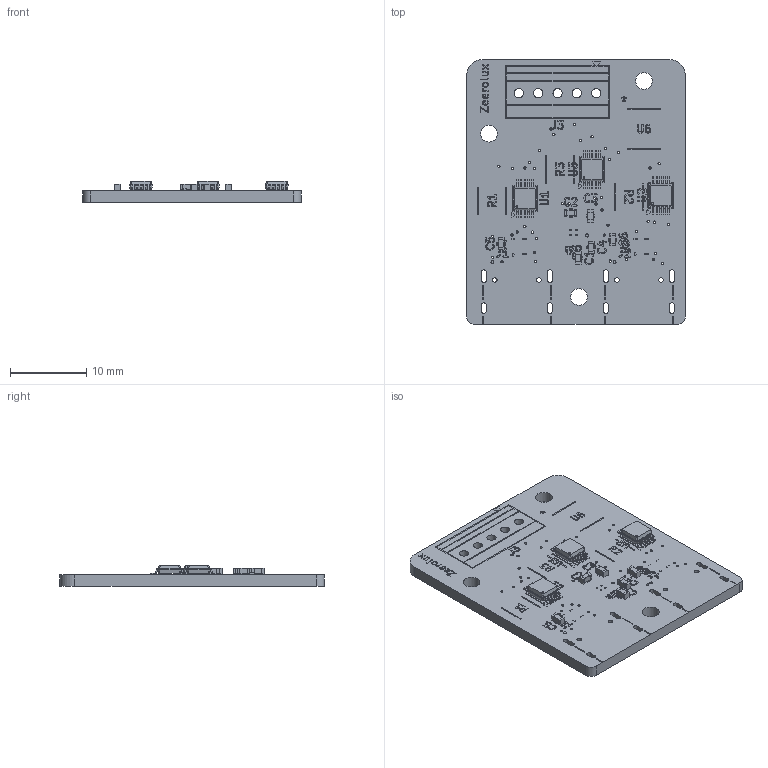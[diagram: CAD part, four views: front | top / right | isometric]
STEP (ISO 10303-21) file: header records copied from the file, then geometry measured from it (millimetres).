
FILE_DESCRIPTION(('KiCad electronic assembly'),'2;1');
FILE_NAME('core-power.step','2026-02-24T21:32:17',('Pcbnew'),('Kicad'), 'Open CASCADE STEP processor 7.9','KiCad to STEP converter','Unknown' );
FILE_SCHEMA(('AUTOMOTIVE_DESIGN { 1 0 10303 214 1 1 1 1 }'));
Length unit declared in the file: millimetre
Products named in the file (7): core-power 1; C_0603_1608Metric; VSSOP-10_3x3mm_P0.5mm; R_0201_0603Metric; core-power_silkscreen; core-power_PCB
Assembly tree (13 placements, depth 2):
  core-power 1
    C_0603_1608Metric  x6
    VSSOP-10_3x3mm_P0.5mm  x3
    R_0201_0603Metric
    core-power_silkscreen
    core-power_silkscreen
    core-power_PCB
Bounding box: 28.6 x 34.7 x 2.87 mm (x, y, z)
Volume: 1486.4 mm3; surface area: 2491.7 mm2
Topology: 11 solids, 110 shells, 928 faces, 3993 edges, 3197 vertices
Faces by surface type: plane 598, cylinder 282, bspline 48
Full cylindrical faces by diameter (mm): 0.2 x4, 0.3 x46, 0.6 x4, 1.2 x5, 2.2 x3
Entity records: 29450 total; most frequent: CARTESIAN_POINT 5546, DIRECTION 4239, ORIENTED_EDGE 3596, EDGE_CURVE 2675, VERTEX_POINT 2351, LINE 1927, VECTOR 1927, AXIS2_PLACEMENT_3D 1156
